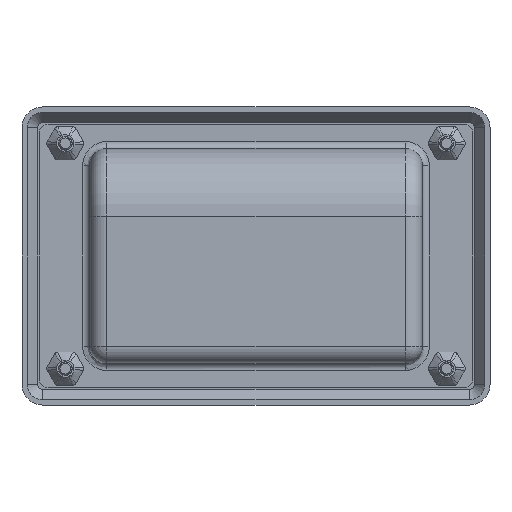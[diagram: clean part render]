
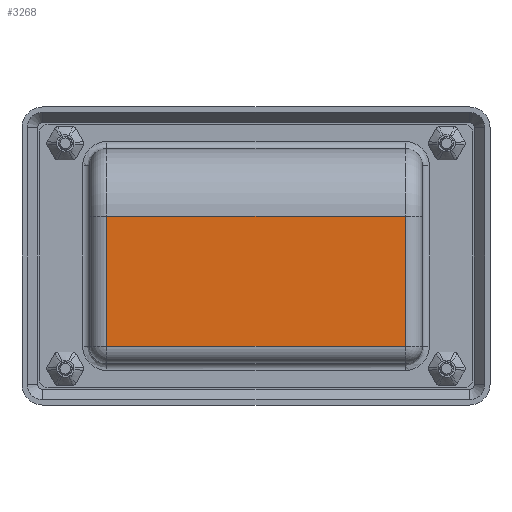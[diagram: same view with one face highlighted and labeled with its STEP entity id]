
A CAD part, front view. The second image highlights one B-rep face of the part: STEP entity #3268.
In plain terms, the highlighted planar face has unit normal (0, -1, 0).
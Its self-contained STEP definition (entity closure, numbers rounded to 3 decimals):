
#266=PLANE('',#3571);
#453=FACE_OUTER_BOUND('',#677,.T.);
#677=EDGE_LOOP('',(#2985,#2986,#2987,#2988));
#915=LINE('',#7230,#1159);
#917=LINE('',#7233,#1161);
#919=LINE('',#7243,#1163);
#930=LINE('',#7287,#1174);
#1159=VECTOR('',#4316,37.5);
#1161=VECTOR('',#4320,86.);
#1163=VECTOR('',#4334,37.5);
#1174=VECTOR('',#4395,86.);
#1619=VERTEX_POINT('',#7210);
#1620=VERTEX_POINT('',#7214);
#1623=VERTEX_POINT('',#7224);
#1626=VERTEX_POINT('',#7239);
#2063=EDGE_CURVE('',#1623,#1620,#915,.T.);
#2065=EDGE_CURVE('',#1620,#1619,#917,.T.);
#2070=EDGE_CURVE('',#1619,#1626,#919,.T.);
#2092=EDGE_CURVE('',#1623,#1626,#930,.T.);
#2985=ORIENTED_EDGE('',*,*,#2063,.F.);
#2986=ORIENTED_EDGE('',*,*,#2092,.T.);
#2987=ORIENTED_EDGE('',*,*,#2070,.F.);
#2988=ORIENTED_EDGE('',*,*,#2065,.F.);
#3268=ADVANCED_FACE('',(#453),#266,.T.);
#3571=AXIS2_PLACEMENT_3D('',#7289,#4398,#4399);
#4316=DIRECTION('',(0.,0.,-1.));
#4320=DIRECTION('',(-1.,0.,0.));
#4334=DIRECTION('',(0.,0.,1.));
#4395=DIRECTION('',(-1.,0.,0.));
#4398=DIRECTION('center_axis',(0.,-1.,0.));
#4399=DIRECTION('ref_axis',(0.,0.,-1.));
#7210=CARTESIAN_POINT('',(-43.,-24.,-26.));
#7214=CARTESIAN_POINT('',(43.,-24.,-26.));
#7224=CARTESIAN_POINT('',(43.,-24.,11.5));
#7230=CARTESIAN_POINT('',(43.,-24.,-15.5));
#7233=CARTESIAN_POINT('',(-24.,-24.,-26.));
#7239=CARTESIAN_POINT('',(-43.,-24.,11.5));
#7243=CARTESIAN_POINT('',(-43.,-24.,15.5));
#7287=CARTESIAN_POINT('',(0.,-24.,11.5));
#7289=CARTESIAN_POINT('Origin',(0.,-24.,0.));
